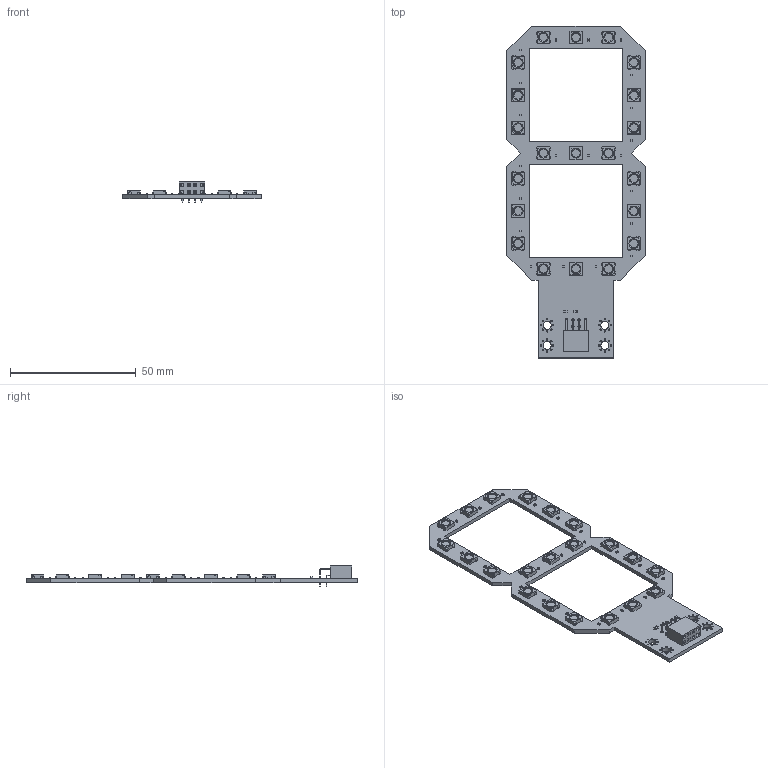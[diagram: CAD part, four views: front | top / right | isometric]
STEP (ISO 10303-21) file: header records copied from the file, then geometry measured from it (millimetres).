
FILE_DESCRIPTION(('KiCad electronic assembly'),'2;1');
FILE_NAME('Time-O-Mat_SegmentDisplay_H00.step','2022-02-15T09:55:44',( 'Pcbnew'),('Kicad'),'Open CASCADE STEP processor 7.6', 'KiCad to STEP converter','Unknown');
FILE_SCHEMA(('AUTOMOTIVE_DESIGN { 1 0 10303 214 1 1 1 1 }'));
Length unit declared in the file: millimetre
Products named in the file (12): Time-O-Mat_SegmentDisplay_H00 1; LED_WS2812B_PLCC4_5.0x5.0mm_P3.2mm; SOLID; C_0402_1005Metric; PinSocket_2x04_P2.54mm_Horizontal; C_0603_1608Metric; R_0603_1608Metric; Time-O-Mat_SegmentDisplay_H00 PCB
Assembly tree (51 placements, depth 3):
  Time-O-Mat_SegmentDisplay_H00 1
    LED_WS2812B_PLCC4_5.0x5.0mm_P3.2mm  x21
      SOLID
    C_0402_1005Metric  x21
      SOLID
    PinSocket_2x04_P2.54mm_Horizontal
      SOLID
    C_0603_1608Metric
      SOLID
    R_0603_1608Metric
      SOLID
    Time-O-Mat_SegmentDisplay_H00 PCB
Bounding box: 55.13 x 132.26 x 7.98 mm (x, y, z)
Volume: 6678.2 mm3; surface area: 10761.1 mm2
Topology: 46 solids, 46 shells, 2432 faces, 6843 edges, 4508 vertices
Faces by surface type: bspline 2360, cylinder 44, plane 28
Full cylindrical faces by diameter (mm): 0.5 x32, 1 x8, 3.2 x4
Entity records: 34456 total; most frequent: CARTESIAN_POINT 11204, B_SPLINE_CURVE_WITH_KNOTS 3253, ORIENTED_EDGE 2766, PCURVE 2766, DEFINITIONAL_REPRESENTATION 2766, EDGE_CURVE 1383, SURFACE_CURVE 1337, DIRECTION 966
